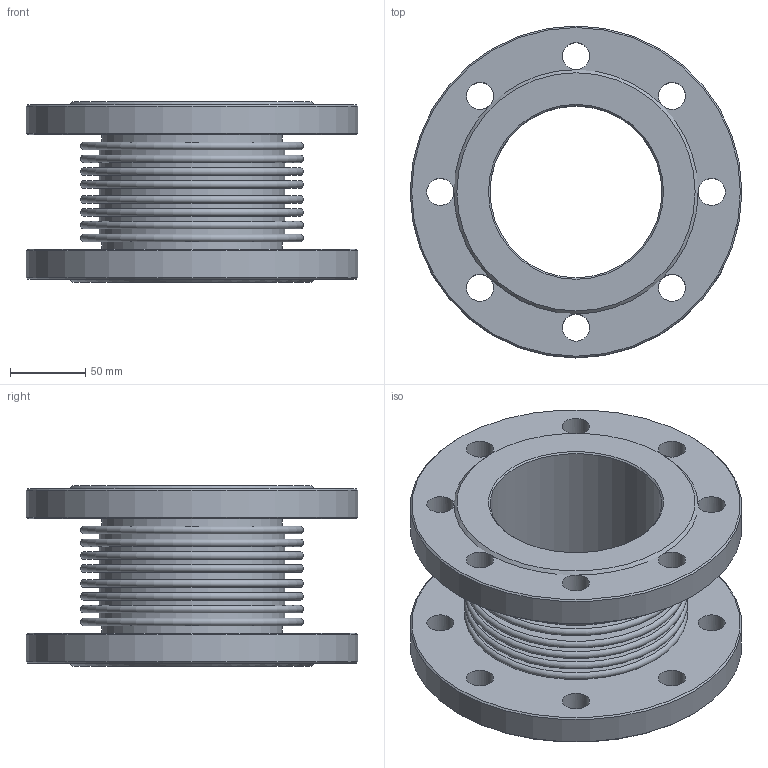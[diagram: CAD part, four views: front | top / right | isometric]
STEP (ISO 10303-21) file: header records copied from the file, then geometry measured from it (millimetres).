
FILE_DESCRIPTION(/* description */ (''),/* implementation_level */ '2;1');
FILE_NAME(/* name */ 'DN100_3D_STEP.stp',/* time_stamp */ '2024-01-27T17:45:18+03:00',/* author */ ('igorr'),/* organization */ (''),/* preprocessor_version */ 'ST-DEVELOPER v19.2',/* originating_system */ 'Autodesk Inventor 2023',/* authorisation */ '');
FILE_SCHEMA (('AUTOMOTIVE_DESIGN { 1 0 10303 214 3 1 1 }'));
Length unit declared in the file: millimetre
Products named in the file (1): Деталь1
Bounding box: 220 x 220 x 120 mm (x, y, z)
Volume: 1392214.3 mm3; surface area: 298594.2 mm2
Topology: 1 solids, 1 shells, 66 faces, 158 edges, 98 vertices
Faces by surface type: cylinder 28, plane 22, torus 8, cone 8
Full cylindrical faces by diameter (mm): 18 x16, 114 x1, 120 x2, 123.011 x7, 220 x2
Entity records: 2139 total; most frequent: DIRECTION 414, CARTESIAN_POINT 323, ORIENTED_EDGE 316, AXIS2_PLACEMENT_3D 189, EDGE_CURVE 158, CIRCLE 122, EDGE_LOOP 104, VERTEX_POINT 98
